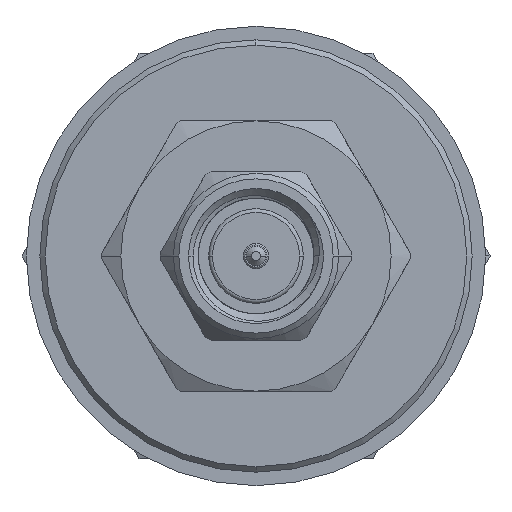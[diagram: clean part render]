
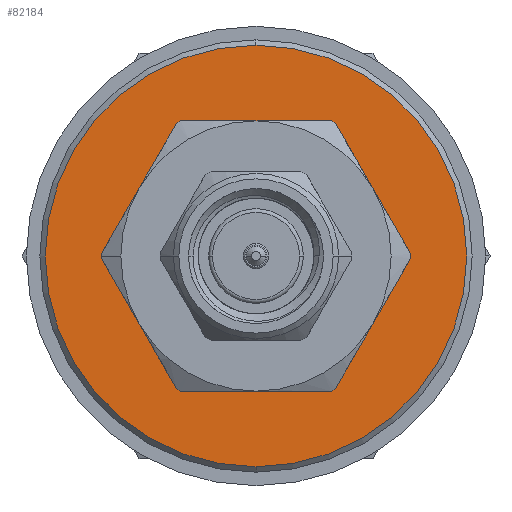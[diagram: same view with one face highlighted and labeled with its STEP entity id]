
A CAD part, left-side view. The second image highlights one B-rep face of the part: STEP entity #82184.
In plain terms, the highlighted face is planar.
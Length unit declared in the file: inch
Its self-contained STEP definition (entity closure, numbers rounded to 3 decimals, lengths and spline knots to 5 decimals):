
#6511 = EDGE_CURVE ( 'NONE', #19782, #19658, #35603, .T. ) ;
#10588 = DIRECTION ( 'NONE',  ( 1., 0., 0. ) ) ;
#18042 = AXIS2_PLACEMENT_3D ( 'NONE', #35501, #43697, #64429 ) ;
#19589 = FACE_OUTER_BOUND ( 'NONE', #92156, .T. ) ;
#19658 = VERTEX_POINT ( 'NONE', #33070 ) ;
#19782 = VERTEX_POINT ( 'NONE', #46834 ) ;
#23431 = ORIENTED_EDGE ( 'NONE', *, *, #6511, .T. ) ;
#32286 = CARTESIAN_POINT ( 'NONE',  ( 0., 0., -1.05686 ) ) ;
#33070 = CARTESIAN_POINT ( 'NONE',  ( 0.39, 0., -1.05686 ) ) ;
#35501 = CARTESIAN_POINT ( 'NONE',  ( 0., 0., -1.05686 ) ) ;
#35603 = CIRCLE ( 'NONE', #89533, 0.39 ) ;
#36445 = ORIENTED_EDGE ( 'NONE', *, *, #59915, .T. ) ;
#43438 = CIRCLE ( 'NONE', #55742, 0.39 ) ;
#43697 = DIRECTION ( 'NONE',  ( 0., 0., -1. ) ) ;
#46834 = CARTESIAN_POINT ( 'NONE',  ( -0.39, 0., -1.05686 ) ) ;
#54696 = CARTESIAN_POINT ( 'NONE',  ( 0., 0., -1.05686 ) ) ;
#55650 = DIRECTION ( 'NONE',  ( 0., 0., -1. ) ) ;
#55742 = AXIS2_PLACEMENT_3D ( 'NONE', #32286, #60754, #10588 ) ;
#58166 = PLANE ( 'NONE',  #18042 ) ;
#59915 = EDGE_CURVE ( 'NONE', #19658, #19782, #43438, .T. ) ;
#60754 = DIRECTION ( 'NONE',  ( 0., 0., -1. ) ) ;
#64429 = DIRECTION ( 'NONE',  ( -1., 0., 0. ) ) ;
#82184 = ADVANCED_FACE ( 'NONE', ( #19589 ), #58166, .T. ) ;
#85076 = DIRECTION ( 'NONE',  ( 1., 0., 0. ) ) ;
#89533 = AXIS2_PLACEMENT_3D ( 'NONE', #54696, #55650, #85076 ) ;
#92156 = EDGE_LOOP ( 'NONE', ( #36445, #23431 ) ) ;
